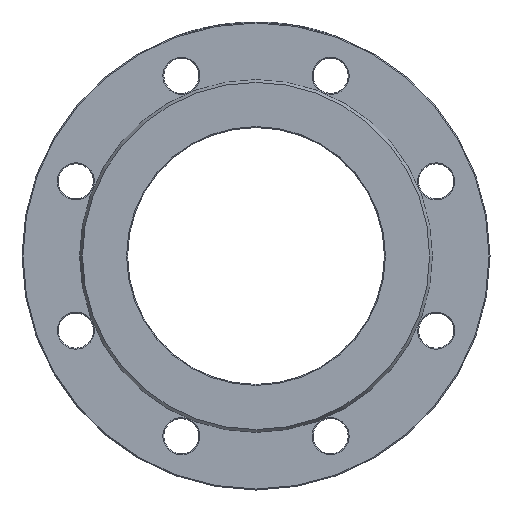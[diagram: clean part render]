
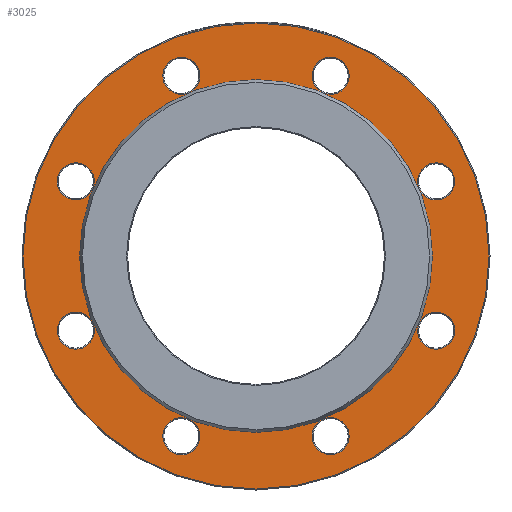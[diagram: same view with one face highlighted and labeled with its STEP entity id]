
A CAD part, left-side view. The second image highlights one B-rep face of the part: STEP entity #3025.
In plain terms, the highlighted planar face has unit normal (-1, 0, 0).
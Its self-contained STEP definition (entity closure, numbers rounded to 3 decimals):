
#38 = EDGE_LOOP ( 'NONE', ( #3994 ) ) ;
#41 = DIRECTION ( 'NONE',  ( 1., 0., 0. ) ) ;
#45 = ORIENTED_EDGE ( 'NONE', *, *, #5700, .T. ) ;
#197 = EDGE_LOOP ( 'NONE', ( #2601 ) ) ;
#211 = CARTESIAN_POINT ( 'NONE',  ( 3., 31.551, -99.105 ) ) ;
#304 = VERTEX_POINT ( 'NONE', #5063 ) ;
#355 = CARTESIAN_POINT ( 'NONE',  ( 3., 47.768, 92.388 ) ) ;
#395 = EDGE_LOOP ( 'NONE', ( #1676 ) ) ;
#473 = ORIENTED_EDGE ( 'NONE', *, *, #5410, .T. ) ;
#488 = FACE_BOUND ( 'NONE', #2895, .T. ) ;
#511 = ORIENTED_EDGE ( 'NONE', *, *, #1745, .T. ) ;
#512 = CARTESIAN_POINT ( 'NONE',  ( 3., 92.388, -38.268 ) ) ;
#644 = DIRECTION ( 'NONE',  ( 0., 0.707, 0.707 ) ) ;
#672 = CIRCLE ( 'NONE', #3813, 9.5 ) ;
#673 = VERTEX_POINT ( 'NONE', #4195 ) ;
#675 = AXIS2_PLACEMENT_3D ( 'NONE', #5388, #991, #4103 ) ;
#726 = EDGE_CURVE ( 'NONE', #4572, #4572, #4808, .T. ) ;
#760 = VERTEX_POINT ( 'NONE', #355 ) ;
#766 = AXIS2_PLACEMENT_3D ( 'NONE', #988, #41, #2759 ) ;
#800 = CARTESIAN_POINT ( 'NONE',  ( 3., -92.388, 38.268 ) ) ;
#889 = FACE_BOUND ( 'NONE', #395, .T. ) ;
#988 = CARTESIAN_POINT ( 'NONE',  ( 3., -92.388, -38.268 ) ) ;
#991 = DIRECTION ( 'NONE',  ( 1., 0., 0. ) ) ;
#1127 = DIRECTION ( 'NONE',  ( 1., 0., 0. ) ) ;
#1196 = CIRCLE ( 'NONE', #4433, 90.463 ) ;
#1205 = ORIENTED_EDGE ( 'NONE', *, *, #4093, .T. ) ;
#1226 = CARTESIAN_POINT ( 'NONE',  ( 3., 0., 0. ) ) ;
#1253 = DIRECTION ( 'NONE',  ( 0., 0., 1. ) ) ;
#1287 = DIRECTION ( 'NONE',  ( 1., 0., 0. ) ) ;
#1319 = FACE_BOUND ( 'NONE', #1358, .T. ) ;
#1330 = CIRCLE ( 'NONE', #3369, 9.5 ) ;
#1358 = EDGE_LOOP ( 'NONE', ( #45 ) ) ;
#1386 = EDGE_CURVE ( 'NONE', #5501, #5501, #3339, .T. ) ;
#1449 = CARTESIAN_POINT ( 'NONE',  ( 3., -38.268, 92.388 ) ) ;
#1536 = VERTEX_POINT ( 'NONE', #4664 ) ;
#1595 = EDGE_LOOP ( 'NONE', ( #1205 ) ) ;
#1632 = ORIENTED_EDGE ( 'NONE', *, *, #3408, .T. ) ;
#1662 = DIRECTION ( 'NONE',  ( -1., 0., 0. ) ) ;
#1676 = ORIENTED_EDGE ( 'NONE', *, *, #726, .T. ) ;
#1745 = EDGE_CURVE ( 'NONE', #3794, #3794, #1330, .T. ) ;
#1768 = CARTESIAN_POINT ( 'NONE',  ( 3., -99.105, -31.551 ) ) ;
#1771 = DIRECTION ( 'NONE',  ( 0., -0.707, -0.707 ) ) ;
#1789 = CIRCLE ( 'NONE', #675, 9.5 ) ;
#1816 = CARTESIAN_POINT ( 'NONE',  ( 3., 90.463, 0. ) ) ;
#1841 = FACE_BOUND ( 'NONE', #3504, .T. ) ;
#1936 = CIRCLE ( 'NONE', #4970, 9.5 ) ;
#2061 = EDGE_CURVE ( 'NONE', #304, #304, #1196, .T. ) ;
#2068 = CARTESIAN_POINT ( 'NONE',  ( 3., 0., 0. ) ) ;
#2092 = EDGE_CURVE ( 'NONE', #5585, #5585, #1936, .T. ) ;
#2189 = CIRCLE ( 'NONE', #2936, 9.5 ) ;
#2223 = DIRECTION ( 'NONE',  ( 0., 0., -1. ) ) ;
#2276 = FACE_BOUND ( 'NONE', #38, .T. ) ;
#2376 = CARTESIAN_POINT ( 'NONE',  ( 3., 0., -119.5 ) ) ;
#2428 = DIRECTION ( 'NONE',  ( 1., 0., 0. ) ) ;
#2490 = ORIENTED_EDGE ( 'NONE', *, *, #2092, .T. ) ;
#2569 = DIRECTION ( 'NONE',  ( 1., 0., 0. ) ) ;
#2601 = ORIENTED_EDGE ( 'NONE', *, *, #1386, .T. ) ;
#2688 = EDGE_LOOP ( 'NONE', ( #2490 ) ) ;
#2759 = DIRECTION ( 'NONE',  ( 0., -0.707, 0.707 ) ) ;
#2818 = VERTEX_POINT ( 'NONE', #2376 ) ;
#2848 = EDGE_CURVE ( 'NONE', #1536, #1536, #672, .T. ) ;
#2881 = AXIS2_PLACEMENT_3D ( 'NONE', #3801, #5272, #1771 ) ;
#2895 = EDGE_LOOP ( 'NONE', ( #5019 ) ) ;
#2936 = AXIS2_PLACEMENT_3D ( 'NONE', #1449, #4575, #644 ) ;
#3025 = ADVANCED_FACE ( 'NONE', ( #2276, #1841, #3952, #5340, #1319, #4818, #889, #5363, #3102, #488 ), #5719, .F. ) ;
#3102 = FACE_OUTER_BOUND ( 'NONE', #1595, .T. ) ;
#3227 = CIRCLE ( 'NONE', #4239, 119.5 ) ;
#3297 = DIRECTION ( 'NONE',  ( 0., 0.707, -0.707 ) ) ;
#3339 = CIRCLE ( 'NONE', #5640, 9.5 ) ;
#3369 = AXIS2_PLACEMENT_3D ( 'NONE', #3755, #1127, #5199 ) ;
#3380 = DIRECTION ( 'NONE',  ( 0., 0., -1. ) ) ;
#3408 = EDGE_CURVE ( 'NONE', #673, #673, #2189, .T. ) ;
#3504 = EDGE_LOOP ( 'NONE', ( #473 ) ) ;
#3627 = CIRCLE ( 'NONE', #766, 9.5 ) ;
#3755 = CARTESIAN_POINT ( 'NONE',  ( 3., -38.268, -92.388 ) ) ;
#3794 = VERTEX_POINT ( 'NONE', #4225 ) ;
#3800 = EDGE_LOOP ( 'NONE', ( #1632 ) ) ;
#3801 = CARTESIAN_POINT ( 'NONE',  ( 3., 38.268, -92.388 ) ) ;
#3813 = AXIS2_PLACEMENT_3D ( 'NONE', #5430, #2428, #3297 ) ;
#3952 = FACE_BOUND ( 'NONE', #3800, .T. ) ;
#3994 = ORIENTED_EDGE ( 'NONE', *, *, #2848, .T. ) ;
#4004 = EDGE_LOOP ( 'NONE', ( #511 ) ) ;
#4093 = EDGE_CURVE ( 'NONE', #2818, #2818, #3227, .T. ) ;
#4103 = DIRECTION ( 'NONE',  ( 0., 1., 0. ) ) ;
#4131 = CARTESIAN_POINT ( 'NONE',  ( 3., 92.388, -47.768 ) ) ;
#4195 = CARTESIAN_POINT ( 'NONE',  ( 3., -31.551, 99.105 ) ) ;
#4225 = CARTESIAN_POINT ( 'NONE',  ( 3., -47.768, -92.388 ) ) ;
#4239 = AXIS2_PLACEMENT_3D ( 'NONE', #2068, #4261, #3380 ) ;
#4261 = DIRECTION ( 'NONE',  ( -1., 0., 0. ) ) ;
#4318 = DIRECTION ( 'NONE',  ( 0., 0., 1. ) ) ;
#4418 = DIRECTION ( 'NONE',  ( 0., 0., -1. ) ) ;
#4433 = AXIS2_PLACEMENT_3D ( 'NONE', #1226, #1662, #1253 ) ;
#4572 = VERTEX_POINT ( 'NONE', #211 ) ;
#4575 = DIRECTION ( 'NONE',  ( 1., 0., 0. ) ) ;
#4664 = CARTESIAN_POINT ( 'NONE',  ( 3., 99.105, 31.551 ) ) ;
#4770 = VERTEX_POINT ( 'NONE', #1768 ) ;
#4808 = CIRCLE ( 'NONE', #2881, 9.5 ) ;
#4818 = FACE_BOUND ( 'NONE', #4004, .T. ) ;
#4917 = AXIS2_PLACEMENT_3D ( 'NONE', #1816, #1287, #2223 ) ;
#4970 = AXIS2_PLACEMENT_3D ( 'NONE', #800, #2569, #4318 ) ;
#5019 = ORIENTED_EDGE ( 'NONE', *, *, #2061, .F. ) ;
#5063 = CARTESIAN_POINT ( 'NONE',  ( 3., 0., 90.463 ) ) ;
#5094 = CARTESIAN_POINT ( 'NONE',  ( 3., -92.388, 47.768 ) ) ;
#5199 = DIRECTION ( 'NONE',  ( 0., -1., 0. ) ) ;
#5272 = DIRECTION ( 'NONE',  ( 1., 0., 0. ) ) ;
#5340 = FACE_BOUND ( 'NONE', #2688, .T. ) ;
#5363 = FACE_BOUND ( 'NONE', #197, .T. ) ;
#5388 = CARTESIAN_POINT ( 'NONE',  ( 3., 38.268, 92.388 ) ) ;
#5410 = EDGE_CURVE ( 'NONE', #760, #760, #1789, .T. ) ;
#5430 = CARTESIAN_POINT ( 'NONE',  ( 3., 92.388, 38.268 ) ) ;
#5501 = VERTEX_POINT ( 'NONE', #4131 ) ;
#5585 = VERTEX_POINT ( 'NONE', #5094 ) ;
#5640 = AXIS2_PLACEMENT_3D ( 'NONE', #512, #5687, #4418 ) ;
#5687 = DIRECTION ( 'NONE',  ( 1., 0., 0. ) ) ;
#5700 = EDGE_CURVE ( 'NONE', #4770, #4770, #3627, .T. ) ;
#5719 = PLANE ( 'NONE',  #4917 ) ;
